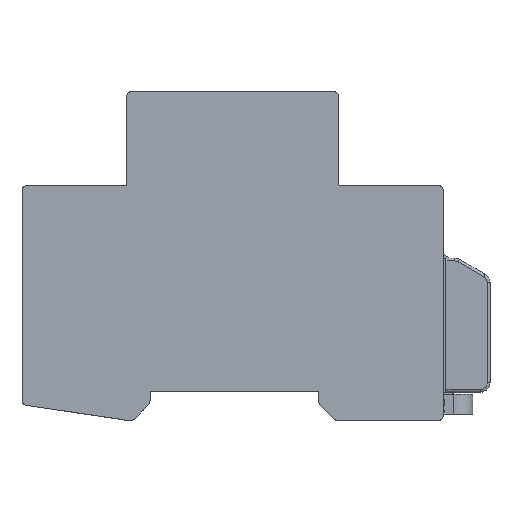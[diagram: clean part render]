
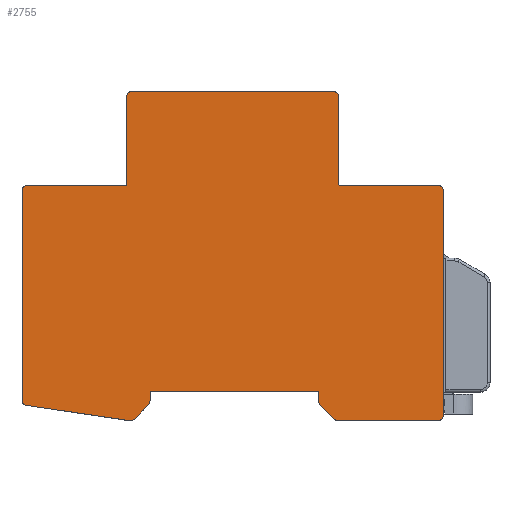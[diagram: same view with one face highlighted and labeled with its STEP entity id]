
A CAD part, left-side view. The second image highlights one B-rep face of the part: STEP entity #2755.
In plain terms, the highlighted planar face has unit normal (-1, 0, 0).
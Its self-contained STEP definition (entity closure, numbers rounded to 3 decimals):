
#2755=ADVANCED_FACE('',(#6250),#6251,.T.);
#6250=FACE_OUTER_BOUND('',#11520,.T.);
#6251=PLANE('',#11521);
#11520=EDGE_LOOP('',(#20459,#20460,#20461,#20462,#20463,#20464,#20465,#20466,#20467,#20468,#20469,#20470,#20471,#20472,#20473,#20474,#20475,#20476,#20477,#20478,#20479,#20480,#20481,#20482,#20483));
#11521=AXIS2_PLACEMENT_3D('',#20484,#20485,#20486);
#20459=ORIENTED_EDGE('',*,*,#30083,.F.);
#20460=ORIENTED_EDGE('',*,*,#28108,.F.);
#20461=ORIENTED_EDGE('',*,*,#30044,.F.);
#20462=ORIENTED_EDGE('',*,*,#28314,.F.);
#20463=ORIENTED_EDGE('',*,*,#30016,.F.);
#20464=ORIENTED_EDGE('',*,*,#30085,.F.);
#20465=ORIENTED_EDGE('',*,*,#30086,.T.);
#20466=ORIENTED_EDGE('',*,*,#30087,.T.);
#20467=ORIENTED_EDGE('',*,*,#30088,.T.);
#20468=ORIENTED_EDGE('',*,*,#30089,.T.);
#20469=ORIENTED_EDGE('',*,*,#30090,.T.);
#20470=ORIENTED_EDGE('',*,*,#30091,.T.);
#20471=ORIENTED_EDGE('',*,*,#30092,.T.);
#20472=ORIENTED_EDGE('',*,*,#30093,.T.);
#20473=ORIENTED_EDGE('',*,*,#30094,.T.);
#20474=ORIENTED_EDGE('',*,*,#30095,.T.);
#20475=ORIENTED_EDGE('',*,*,#30096,.T.);
#20476=ORIENTED_EDGE('',*,*,#30097,.T.);
#20477=ORIENTED_EDGE('',*,*,#30098,.T.);
#20478=ORIENTED_EDGE('',*,*,#30099,.T.);
#20479=ORIENTED_EDGE('',*,*,#29740,.T.);
#20480=ORIENTED_EDGE('',*,*,#30100,.F.);
#20481=ORIENTED_EDGE('',*,*,#29972,.F.);
#20482=ORIENTED_EDGE('',*,*,#29965,.F.);
#20483=ORIENTED_EDGE('',*,*,#29957,.F.);
#20484=CARTESIAN_POINT('',(0.0,54.9,36.602));
#20485=DIRECTION('',(-1.0,0.0,0.0));
#20486=DIRECTION('',(0.0,1.0,0.0));
#28108=EDGE_CURVE('',#33794,#33796,#33797,.T.);
#28314=EDGE_CURVE('',#34188,#34178,#34190,.T.);
#29740=EDGE_CURVE('',#36195,#36193,#36196,.T.);
#29957=EDGE_CURVE('',#36533,#36535,#36536,.T.);
#29965=EDGE_CURVE('',#36535,#36544,#36546,.T.);
#29972=EDGE_CURVE('',#36544,#36554,#36556,.T.);
#30016=EDGE_CURVE('',#36615,#34188,#36616,.T.);
#30044=EDGE_CURVE('',#34178,#33794,#36651,.T.);
#30083=EDGE_CURVE('',#33796,#36533,#36704,.T.);
#30085=EDGE_CURVE('',#36706,#36615,#36707,.T.);
#30086=EDGE_CURVE('',#36706,#36708,#36709,.T.);
#30087=EDGE_CURVE('',#36708,#36710,#36711,.T.);
#30088=EDGE_CURVE('',#36710,#36712,#36713,.T.);
#30089=EDGE_CURVE('',#36712,#36714,#36715,.T.);
#30090=EDGE_CURVE('',#36714,#36716,#36717,.T.);
#30091=EDGE_CURVE('',#36716,#36718,#36719,.T.);
#30092=EDGE_CURVE('',#36718,#36720,#36721,.T.);
#30093=EDGE_CURVE('',#36720,#36722,#36723,.T.);
#30094=EDGE_CURVE('',#36722,#36724,#36725,.T.);
#30095=EDGE_CURVE('',#36724,#36726,#36727,.T.);
#30096=EDGE_CURVE('',#36726,#36728,#36729,.T.);
#30097=EDGE_CURVE('',#36728,#36730,#36731,.T.);
#30098=EDGE_CURVE('',#36730,#36732,#36733,.T.);
#30099=EDGE_CURVE('',#36732,#36195,#36734,.T.);
#30100=EDGE_CURVE('',#36554,#36193,#36735,.T.);
#33794=VERTEX_POINT('',#41574);
#33796=VERTEX_POINT('',#41577);
#33797=LINE('',#41578,#41579);
#34178=VERTEX_POINT('',#42328);
#34188=VERTEX_POINT('',#42343);
#34190=LINE('',#42346,#42347);
#36193=VERTEX_POINT('',#45533);
#36195=VERTEX_POINT('',#45536);
#36196=LINE('',#45537,#45538);
#36533=VERTEX_POINT('',#46165);
#36535=VERTEX_POINT('',#46168);
#36536=LINE('',#46169,#46170);
#36544=VERTEX_POINT('',#46181);
#36546=CIRCLE('',#46184,0.5);
#36554=VERTEX_POINT('',#46192);
#36556=LINE('',#46195,#46196);
#36615=VERTEX_POINT('',#46278);
#36616=LINE('',#46279,#46280);
#36651=CIRCLE('',#46346,1.0);
#36704=CIRCLE('',#46421,1.0);
#36706=VERTEX_POINT('',#46423);
#36707=CIRCLE('',#46424,1.0);
#36708=VERTEX_POINT('',#46425);
#36709=LINE('',#46426,#46427);
#36710=VERTEX_POINT('',#46428);
#36711=CIRCLE('',#46429,1.0);
#36712=VERTEX_POINT('',#46430);
#36713=LINE('',#46431,#46432);
#36714=VERTEX_POINT('',#46433);
#36715=CIRCLE('',#46434,1.0);
#36716=VERTEX_POINT('',#46435);
#36717=LINE('',#46436,#46437);
#36718=VERTEX_POINT('',#46438);
#36719=CIRCLE('',#46439,1.5);
#36720=VERTEX_POINT('',#46440);
#36721=LINE('',#46441,#46442);
#36722=VERTEX_POINT('',#46443);
#36723=LINE('',#46444,#46445);
#36724=VERTEX_POINT('',#46446);
#36725=LINE('',#46447,#46448);
#36726=VERTEX_POINT('',#46449);
#36727=CIRCLE('',#46450,1.5);
#36728=VERTEX_POINT('',#46451);
#36729=LINE('',#46452,#46453);
#36730=VERTEX_POINT('',#46454);
#36731=CIRCLE('',#46455,1.0);
#36732=VERTEX_POINT('',#46456);
#36733=LINE('',#46457,#46458);
#36734=CIRCLE('',#46459,1.0);
#36735=CIRCLE('',#46460,1.0);
#41574=CARTESIAN_POINT('',(0.0,76.45,70.202));
#41577=CARTESIAN_POINT('',(0.0,33.35,70.202));
#41578=CARTESIAN_POINT('',(0.0,32.35,70.202));
#41579=VECTOR('',#52750,1.0);
#42328=CARTESIAN_POINT('',(0.0,77.45,69.202));
#42343=CARTESIAN_POINT('',(0.0,77.45,50.152));
#42346=CARTESIAN_POINT('',(0.0,77.45,70.202));
#42347=VECTOR('',#52970,1.0);
#45533=CARTESIAN_POINT('',(0.0,10.,49.152));
#45536=CARTESIAN_POINT('',(0.0,10.,1.102));
#45537=CARTESIAN_POINT('',(0.0,10.,36.602));
#45538=VECTOR('',#54429,1.0);
#46165=CARTESIAN_POINT('',(0.0,32.35,69.202));
#46168=CARTESIAN_POINT('',(0.0,32.35,50.652));
#46169=CARTESIAN_POINT('',(0.0,32.35,50.152));
#46170=VECTOR('',#54623,1.0);
#46181=CARTESIAN_POINT('',(0.0,31.85,50.152));
#46184=AXIS2_PLACEMENT_3D('',#54631,#54632,#54633);
#46192=CARTESIAN_POINT('',(0.0,11.,50.152));
#46195=CARTESIAN_POINT('',(0.0,10.,50.152));
#46196=VECTOR('',#54647,1.0);
#46278=CARTESIAN_POINT('',(0.0,98.8,50.152));
#46279=CARTESIAN_POINT('',(0.0,77.45,50.152));
#46280=VECTOR('',#54695,1.0);
#46346=AXIS2_PLACEMENT_3D('',#54717,#54718,#54719);
#46421=AXIS2_PLACEMENT_3D('',#54754,#54755,#54756);
#46423=CARTESIAN_POINT('',(0.0,99.8,49.152));
#46424=AXIS2_PLACEMENT_3D('',#54757,#54758,#54759);
#46425=CARTESIAN_POINT('',(0.0,99.8,4.311));
#46426=CARTESIAN_POINT('',(0.0,99.8,50.152));
#46427=VECTOR('',#54760,1.0);
#46428=CARTESIAN_POINT('',(0.0,98.948,3.322));
#46429=AXIS2_PLACEMENT_3D('',#54761,#54762,#54763);
#46430=CARTESIAN_POINT('',(0.0,76.768,0.007));
#46431=CARTESIAN_POINT('',(0.0,98.948,3.322));
#46432=VECTOR('',#54764,1.0);
#46433=CARTESIAN_POINT('',(0.0,75.913,0.289));
#46434=AXIS2_PLACEMENT_3D('',#54765,#54766,#54767);
#46435=CARTESIAN_POINT('',(0.0,72.939,3.263));
#46436=CARTESIAN_POINT('',(0.0,75.807,0.395));
#46437=VECTOR('',#54768,1.0);
#46438=CARTESIAN_POINT('',(0.0,72.5,4.323));
#46439=AXIS2_PLACEMENT_3D('',#54769,#54770,#54771);
#46440=CARTESIAN_POINT('',(0.0,72.5,6.302));
#46441=CARTESIAN_POINT('',(0.0,72.5,4.323));
#46442=VECTOR('',#54772,1.0);
#46443=CARTESIAN_POINT('',(0.0,36.6,6.302));
#46444=CARTESIAN_POINT('',(0.0,72.5,6.302));
#46445=VECTOR('',#54773,1.0);
#46446=CARTESIAN_POINT('',(0.0,36.6,4.323));
#46447=CARTESIAN_POINT('',(0.0,36.6,6.302));
#46448=VECTOR('',#54774,1.0);
#46449=CARTESIAN_POINT('',(0.0,36.161,3.263));
#46450=AXIS2_PLACEMENT_3D('',#54775,#54776,#54777);
#46451=CARTESIAN_POINT('',(0.0,33.293,0.395));
#46452=CARTESIAN_POINT('',(0.0,36.161,3.263));
#46453=VECTOR('',#54778,1.0);
#46454=CARTESIAN_POINT('',(0.0,32.586,0.102));
#46455=AXIS2_PLACEMENT_3D('',#54779,#54780,#54781);
#46456=CARTESIAN_POINT('',(0.0,11.,0.102));
#46457=CARTESIAN_POINT('',(0.0,32.586,0.102));
#46458=VECTOR('',#54782,1.0);
#46459=AXIS2_PLACEMENT_3D('',#54783,#54784,#54785);
#46460=AXIS2_PLACEMENT_3D('',#54786,#54787,#54788);
#52750=DIRECTION('',(0.0,-1.0,0.0));
#52970=DIRECTION('',(0.0,0.0,1.0));
#54429=DIRECTION('',(0.0,0.0,1.0));
#54623=DIRECTION('',(0.0,0.0,-1.0));
#54631=CARTESIAN_POINT('',(0.0,31.85,50.652));
#54632=DIRECTION('',(-1.0,0.0,0.0));
#54633=DIRECTION('',(0.0,1.0,0.0));
#54647=DIRECTION('',(0.0,-1.0,0.0));
#54695=DIRECTION('',(0.0,-1.0,0.0));
#54717=CARTESIAN_POINT('',(0.0,76.45,69.202));
#54718=DIRECTION('',(1.0,0.0,0.0));
#54719=DIRECTION('',(0.0,1.0,0.0));
#54754=CARTESIAN_POINT('',(0.0,33.35,69.202));
#54755=DIRECTION('',(1.0,0.0,0.0));
#54756=DIRECTION('',(0.0,1.0,0.0));
#54757=CARTESIAN_POINT('',(0.0,98.8,49.152));
#54758=DIRECTION('',(1.0,0.0,0.0));
#54759=DIRECTION('',(0.0,1.0,0.0));
#54760=DIRECTION('',(0.0,0.0,-1.0));
#54761=CARTESIAN_POINT('',(0.0,98.8,4.311));
#54762=DIRECTION('',(-1.0,0.0,0.0));
#54763=DIRECTION('',(0.0,0.7,-0.714));
#54764=DIRECTION('',(0.0,-0.989,-0.148));
#54765=CARTESIAN_POINT('',(0.0,76.62,0.996));
#54766=DIRECTION('',(-1.0,0.0,0.0));
#54767=DIRECTION('',(0.0,1.0,0.0));
#54768=DIRECTION('',(0.0,-0.707,0.707));
#54769=CARTESIAN_POINT('',(0.0,74.,4.323));
#54770=DIRECTION('',(-1.0,-0.0,0.0));
#54771=DIRECTION('',(0.0,-0.707,-0.707));
#54772=DIRECTION('',(0.0,0.0,1.0));
#54773=DIRECTION('',(0.0,-1.0,0.0));
#54774=DIRECTION('',(0.0,0.0,-1.0));
#54775=CARTESIAN_POINT('',(0.0,35.1,4.323));
#54776=DIRECTION('',(-1.0,0.0,0.0));
#54777=DIRECTION('',(0.0,1.0,0.0));
#54778=DIRECTION('',(0.0,-0.707,-0.707));
#54779=CARTESIAN_POINT('',(0.0,32.586,1.102));
#54780=DIRECTION('',(-1.0,0.0,0.0));
#54781=DIRECTION('',(0.0,0.707,-0.707));
#54782=DIRECTION('',(0.0,-1.0,0.0));
#54783=CARTESIAN_POINT('',(0.0,11.,1.102));
#54784=DIRECTION('',(-1.0,0.0,0.0));
#54785=DIRECTION('',(0.0,0.0,-1.0));
#54786=CARTESIAN_POINT('',(0.0,11.,49.152));
#54787=DIRECTION('',(1.0,0.0,0.0));
#54788=DIRECTION('',(0.0,1.0,0.0));
